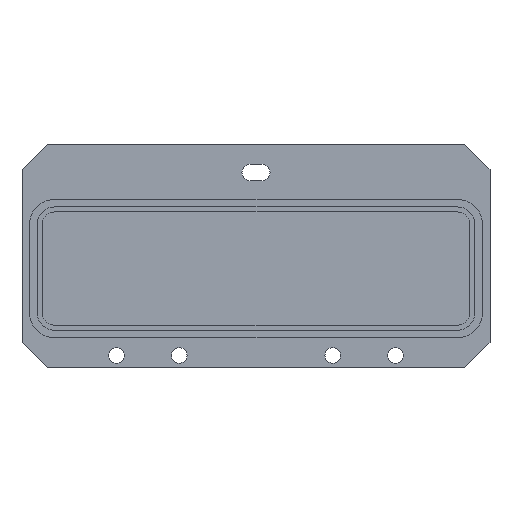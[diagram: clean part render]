
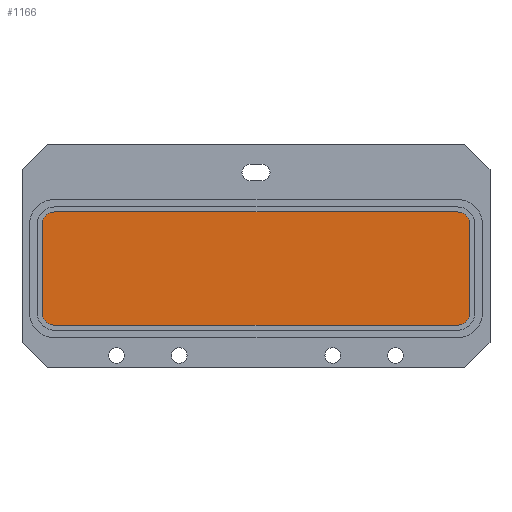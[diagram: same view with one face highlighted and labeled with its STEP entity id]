
A CAD part, top view. The second image highlights one B-rep face of the part: STEP entity #1166.
In plain terms, the highlighted planar face has unit normal (0, 0, 1).
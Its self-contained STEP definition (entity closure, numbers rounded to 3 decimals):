
#29 = VERTEX_POINT ( 'NONE', #42 ) ;
#41 = LINE ( 'NONE', #912, #1577 ) ;
#42 = CARTESIAN_POINT ( 'NONE',  ( -103.5, 17.5, 22.5 ) ) ;
#64 = DIRECTION ( 'NONE',  ( 0., -1., 0. ) ) ;
#80 = AXIS2_PLACEMENT_3D ( 'NONE', #513, #877, #797 ) ;
#103 = DIRECTION ( 'NONE',  ( 0., 0., 1. ) ) ;
#126 = CARTESIAN_POINT ( 'NONE',  ( 61.5, -22.5, 22.5 ) ) ;
#152 = EDGE_CURVE ( 'NONE', #727, #1353, #1311, .T. ) ;
#154 = CARTESIAN_POINT ( 'NONE',  ( -103.5, -17.5, 22.5 ) ) ;
#181 = CARTESIAN_POINT ( 'NONE',  ( -98.5, -22.5, 22.5 ) ) ;
#192 = ORIENTED_EDGE ( 'NONE', *, *, #1607, .T. ) ;
#292 = VERTEX_POINT ( 'NONE', #778 ) ;
#293 = DIRECTION ( 'NONE',  ( 1., 0., 0. ) ) ;
#338 = VERTEX_POINT ( 'NONE', #1044 ) ;
#437 = ORIENTED_EDGE ( 'NONE', *, *, #1568, .T. ) ;
#468 = VECTOR ( 'NONE', #916, 1000. ) ;
#470 = EDGE_CURVE ( 'NONE', #1353, #629, #783, .T. ) ;
#472 = VERTEX_POINT ( 'NONE', #828 ) ;
#498 = PLANE ( 'NONE',  #1563 ) ;
#503 = DIRECTION ( 'NONE',  ( 1., 0., 0. ) ) ;
#510 = CARTESIAN_POINT ( 'NONE',  ( -98.5, -17.5, 22.5 ) ) ;
#513 = CARTESIAN_POINT ( 'NONE',  ( 61.5, -17.5, 22.5 ) ) ;
#520 = CARTESIAN_POINT ( 'NONE',  ( 61.5, 17.5, 22.5 ) ) ;
#522 = LINE ( 'NONE', #1363, #607 ) ;
#564 = LINE ( 'NONE', #1384, #468 ) ;
#607 = VECTOR ( 'NONE', #1202, 1000. ) ;
#629 = VERTEX_POINT ( 'NONE', #126 ) ;
#633 = DIRECTION ( 'NONE',  ( 1., 0., 0. ) ) ;
#727 = VERTEX_POINT ( 'NONE', #154 ) ;
#759 = DIRECTION ( 'NONE',  ( 0., 0., 1. ) ) ;
#776 = AXIS2_PLACEMENT_3D ( 'NONE', #510, #759, #1639 ) ;
#778 = CARTESIAN_POINT ( 'NONE',  ( -98.5, 22.5, 22.5 ) ) ;
#783 = LINE ( 'NONE', #181, #1097 ) ;
#797 = DIRECTION ( 'NONE',  ( 1., 0., 0. ) ) ;
#807 = CARTESIAN_POINT ( 'NONE',  ( -98.5, -22.5, 22.5 ) ) ;
#828 = CARTESIAN_POINT ( 'NONE',  ( 61.5, 22.5, 22.5 ) ) ;
#841 = ORIENTED_EDGE ( 'NONE', *, *, #152, .T. ) ;
#877 = DIRECTION ( 'NONE',  ( 0., 0., 1. ) ) ;
#900 = CIRCLE ( 'NONE', #1572, 5. ) ;
#910 = CARTESIAN_POINT ( 'NONE',  ( 66.5, -17.5, 22.5 ) ) ;
#912 = CARTESIAN_POINT ( 'NONE',  ( -103.5, 17.5, 22.5 ) ) ;
#916 = DIRECTION ( 'NONE',  ( 0., 1., 0. ) ) ;
#970 = ORIENTED_EDGE ( 'NONE', *, *, #1235, .T. ) ;
#974 = EDGE_CURVE ( 'NONE', #472, #292, #522, .T. ) ;
#998 = EDGE_LOOP ( 'NONE', ( #1293, #1621, #1618, #192, #841, #1340, #970, #437 ) ) ;
#1044 = CARTESIAN_POINT ( 'NONE',  ( 66.5, 17.5, 22.5 ) ) ;
#1097 = VECTOR ( 'NONE', #293, 1000. ) ;
#1166 = ADVANCED_FACE ( 'NONE', ( #1368 ), #498, .T. ) ;
#1181 = EDGE_CURVE ( 'NONE', #292, #29, #1481, .T. ) ;
#1202 = DIRECTION ( 'NONE',  ( -1., 0., 0. ) ) ;
#1235 = EDGE_CURVE ( 'NONE', #629, #1410, #1645, .T. ) ;
#1293 = ORIENTED_EDGE ( 'NONE', *, *, #1604, .T. ) ;
#1302 = DIRECTION ( 'NONE',  ( 0., 0., 1. ) ) ;
#1311 = CIRCLE ( 'NONE', #776, 5. ) ;
#1340 = ORIENTED_EDGE ( 'NONE', *, *, #470, .T. ) ;
#1353 = VERTEX_POINT ( 'NONE', #807 ) ;
#1363 = CARTESIAN_POINT ( 'NONE',  ( 61.5, 22.5, 22.5 ) ) ;
#1368 = FACE_OUTER_BOUND ( 'NONE', #998, .T. ) ;
#1384 = CARTESIAN_POINT ( 'NONE',  ( 66.5, -17.5, 22.5 ) ) ;
#1397 = CARTESIAN_POINT ( 'NONE',  ( -98.5, 17.5, 22.5 ) ) ;
#1410 = VERTEX_POINT ( 'NONE', #910 ) ;
#1448 = DIRECTION ( 'NONE',  ( 1., 0., 0. ) ) ;
#1481 = CIRCLE ( 'NONE', #1643, 5. ) ;
#1515 = CARTESIAN_POINT ( 'NONE',  ( 61.5, 17.5, 22.5 ) ) ;
#1563 = AXIS2_PLACEMENT_3D ( 'NONE', #1515, #1651, #633 ) ;
#1568 = EDGE_CURVE ( 'NONE', #1410, #338, #564, .T. ) ;
#1572 = AXIS2_PLACEMENT_3D ( 'NONE', #520, #1302, #1448 ) ;
#1577 = VECTOR ( 'NONE', #64, 1000. ) ;
#1604 = EDGE_CURVE ( 'NONE', #338, #472, #900, .T. ) ;
#1607 = EDGE_CURVE ( 'NONE', #29, #727, #41, .T. ) ;
#1618 = ORIENTED_EDGE ( 'NONE', *, *, #1181, .T. ) ;
#1621 = ORIENTED_EDGE ( 'NONE', *, *, #974, .T. ) ;
#1639 = DIRECTION ( 'NONE',  ( 1., 0., 0. ) ) ;
#1643 = AXIS2_PLACEMENT_3D ( 'NONE', #1397, #103, #503 ) ;
#1645 = CIRCLE ( 'NONE', #80, 5. ) ;
#1651 = DIRECTION ( 'NONE',  ( 0., 0., 1. ) ) ;
